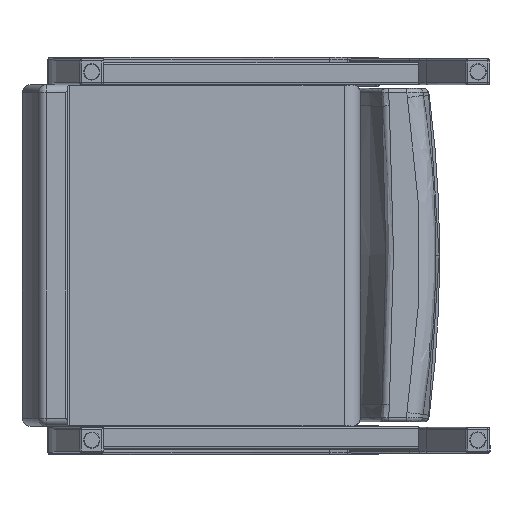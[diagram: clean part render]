
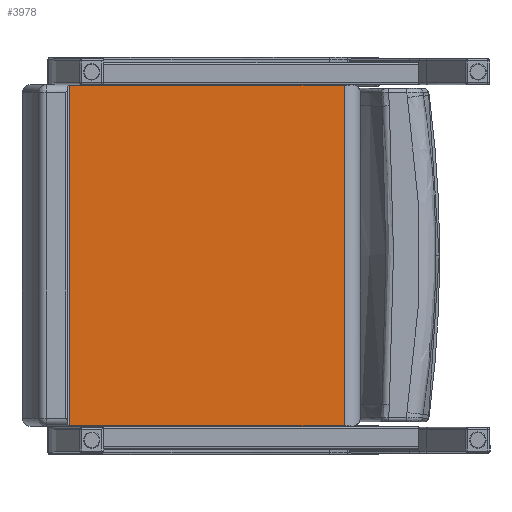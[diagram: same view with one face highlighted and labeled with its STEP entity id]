
A CAD part, front view. The second image highlights one B-rep face of the part: STEP entity #3978.
In plain terms, the highlighted planar face has unit normal (0, -1, 0).
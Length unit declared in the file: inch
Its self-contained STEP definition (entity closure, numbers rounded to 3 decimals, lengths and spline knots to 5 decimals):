
#465=PLANE('',#4553);
#581=LINE('',#7042,#729);
#597=LINE('',#7176,#745);
#603=LINE('',#7263,#751);
#604=LINE('',#7265,#752);
#729=VECTOR('',#5513,0.3937);
#745=VECTOR('',#5589,0.3937);
#751=VECTOR('',#5651,0.3937);
#752=VECTOR('',#5654,0.3937);
#1033=FACE_OUTER_BOUND('',#1313,.T.);
#1313=EDGE_LOOP('',(#3370,#3371,#3372,#3373));
#1852=VERTEX_POINT('',#7030);
#1853=VERTEX_POINT('',#7041);
#1877=VERTEX_POINT('',#7164);
#1878=VERTEX_POINT('',#7175);
#2333=EDGE_CURVE('',#1852,#1853,#581,.T.);
#2372=EDGE_CURVE('',#1877,#1878,#597,.T.);
#2397=EDGE_CURVE('',#1877,#1853,#603,.T.);
#2398=EDGE_CURVE('',#1878,#1852,#604,.T.);
#3370=ORIENTED_EDGE('',*,*,#2333,.F.);
#3371=ORIENTED_EDGE('',*,*,#2398,.F.);
#3372=ORIENTED_EDGE('',*,*,#2372,.F.);
#3373=ORIENTED_EDGE('',*,*,#2397,.T.);
#3978=ADVANCED_FACE('',(#1033),#465,.T.);
#4553=AXIS2_PLACEMENT_3D('',#7264,#5652,#5653);
#5513=DIRECTION('',(1.,0.,0.));
#5589=DIRECTION('',(-1.,0.,0.));
#5651=DIRECTION('',(0.,0.,1.));
#5652=DIRECTION('center_axis',(0.,-1.,0.));
#5653=DIRECTION('ref_axis',(1.,0.,0.));
#5654=DIRECTION('',(0.,0.,1.));
#7030=CARTESIAN_POINT('',(-12.08332,0.79731,20.96618));
#7041=CARTESIAN_POINT('',(4.79085,0.79731,20.96618));
#7042=CARTESIAN_POINT('',(-9.14642,0.79731,20.96618));
#7164=CARTESIAN_POINT('',(4.79085,0.79731,0.03382));
#7175=CARTESIAN_POINT('',(-12.08332,0.79731,0.03382));
#7176=CARTESIAN_POINT('',(-9.14642,0.79731,0.03382));
#7263=CARTESIAN_POINT('',(4.79085,0.79731,0.));
#7264=CARTESIAN_POINT('Origin',(-12.08332,0.79731,0.));
#7265=CARTESIAN_POINT('',(-12.08332,0.79731,0.));
